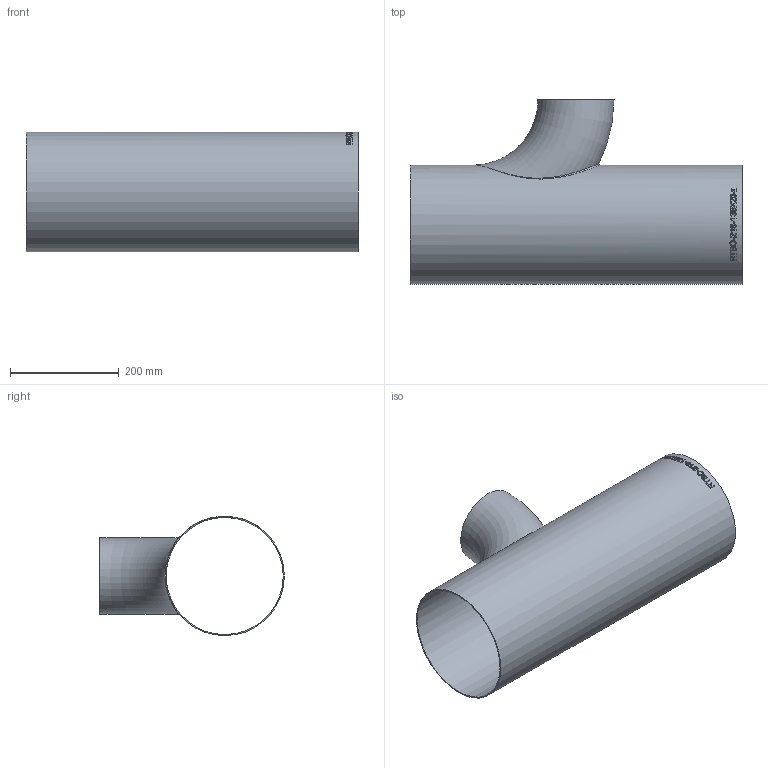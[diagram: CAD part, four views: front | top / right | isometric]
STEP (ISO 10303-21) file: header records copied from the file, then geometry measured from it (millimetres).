
FILE_DESCRIPTION (( 'STEP AP214' ), '1' );
FILE_NAME ('RTBO-219-139X20-x T-Bogen reduziert 2005.STEP', '2020-05-25T09:16:23', ( '' ), ( '' ), 'SwSTEP 2.0', 'SolidWorks 2019', '' );
FILE_SCHEMA (( 'AUTOMOTIVE_DESIGN' ));
Length unit declared in the file: millimetre
Products named in the file (1): RTBO-219-139X20-x T-Bogen reduziert 2005
Bounding box: 610 x 339.25 x 219.1 mm (x, y, z)
Volume: 1026870 mm3; surface area: 920654.3 mm2
Topology: 1 solids, 1 shells, 225 faces, 595 edges, 397 vertices
Faces by surface type: bspline 132, plane 65, cylinder 26, torus 2
Full cylindrical faces by diameter (mm): 215.1 x1, 219.1 x1
Entity records: 41357 total; most frequent: CARTESIAN_POINT 34606, ORIENTED_EDGE 1172, EDGE_CURVE 586, DIRECTION 442, B_SPLINE_CURVE_WITH_KNOTS 414, VERTEX_POINT 394, EDGE_LOOP 260, FACE_OUTER_BOUND 231
